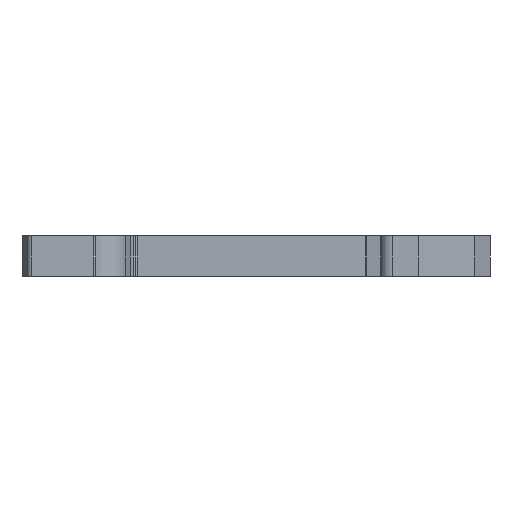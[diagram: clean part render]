
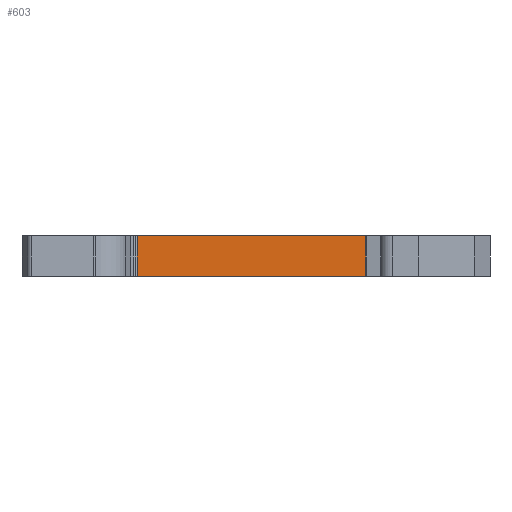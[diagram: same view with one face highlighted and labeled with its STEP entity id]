
A CAD part, front view. The second image highlights one B-rep face of the part: STEP entity #603.
In plain terms, the highlighted planar face has unit normal (0, -1, 0).
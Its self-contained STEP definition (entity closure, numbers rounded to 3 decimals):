
#285=PLANE('',#8059);
#603=ADVANCED_FACE('',(#1095),#285,.F.);
#1095=FACE_OUTER_BOUND('',#1472,.T.);
#1472=EDGE_LOOP('',(#5085,#5086,#5087,#5088));
#1813=LINE('',#10920,#2632);
#1916=LINE('',#11291,#2735);
#2040=LINE('',#11736,#2859);
#2380=LINE('',#12662,#3199);
#2632=VECTOR('',#8569,1.);
#2735=VECTOR('',#8824,1.);
#2859=VECTOR('',#9076,1.);
#3199=VECTOR('',#9850,1.);
#5085=ORIENTED_EDGE('',*,*,#7063,.F.);
#5086=ORIENTED_EDGE('',*,*,#6888,.F.);
#5087=ORIENTED_EDGE('',*,*,#7437,.F.);
#5088=ORIENTED_EDGE('',*,*,#6707,.T.);
#5953=VERTEX_POINT('',#10919);
#5954=VERTEX_POINT('',#10921);
#6133=VERTEX_POINT('',#11290);
#6134=VERTEX_POINT('',#11292);
#6707=EDGE_CURVE('',#5954,#5953,#1813,.T.);
#6888=EDGE_CURVE('',#6133,#6134,#1916,.T.);
#7063=EDGE_CURVE('',#6134,#5953,#2040,.T.);
#7437=EDGE_CURVE('',#5954,#6133,#2380,.T.);
#8059=AXIS2_PLACEMENT_3D('',#12663,#9851,#9852);
#8569=DIRECTION('',(1.,0.,0.));
#8824=DIRECTION('',(1.,0.,0.));
#9076=DIRECTION('',(0.,0.,-1.));
#9850=DIRECTION('',(0.,0.,1.));
#9851=DIRECTION('',(0.,1.,0.));
#9852=DIRECTION('',(0.,0.,1.));
#10919=CARTESIAN_POINT('',(15.468,-31.4,-5.1));
#10920=CARTESIAN_POINT('',(-13.59,-31.4,-5.1));
#10921=CARTESIAN_POINT('',(-13.33,-31.4,-5.1));
#11290=CARTESIAN_POINT('',(-13.33,-31.4,0.));
#11291=CARTESIAN_POINT('',(-13.59,-31.4,0.));
#11292=CARTESIAN_POINT('',(15.468,-31.4,0.));
#11736=CARTESIAN_POINT('',(15.468,-31.4,0.));
#12662=CARTESIAN_POINT('',(-13.33,-31.4,0.));
#12663=CARTESIAN_POINT('',(-13.59,-31.4,0.));
